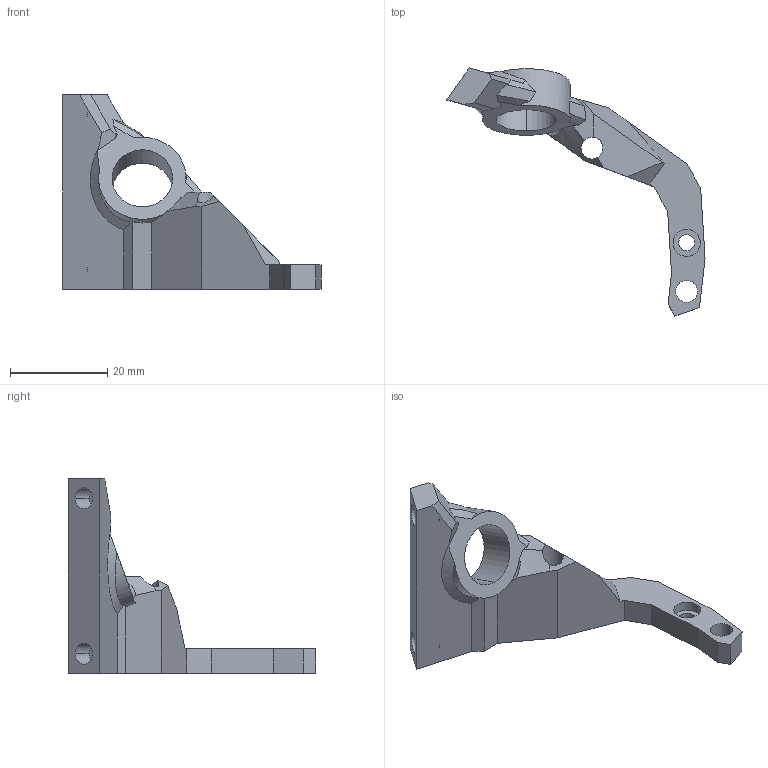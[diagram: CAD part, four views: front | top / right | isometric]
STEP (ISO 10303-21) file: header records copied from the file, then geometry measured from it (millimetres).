
FILE_DESCRIPTION (( 'STEP AP214' ), '1' );
FILE_NAME ('Can_Bus Cover_solidworks.STEP', '2024-01-14T14:00:06', ( '' ), ( '' ), 'SwSTEP 2.0', 'SolidWorks 2010', '' );
FILE_SCHEMA (( 'AUTOMOTIVE_DESIGN' ));
Length unit declared in the file: millimetre
Products named in the file (1): Can_Bus Cover_solidworks
Bounding box: 53.15 x 51.03 x 40 mm (x, y, z)
Volume: 8842.7 mm3; surface area: 4892.7 mm2
Topology: 1 solids, 1 shells, 63 faces, 177 edges, 118 vertices
Faces by surface type: plane 32, cylinder 20, bspline 11
Entity records: 2511 total; most frequent: CARTESIAN_POINT 953, ORIENTED_EDGE 354, DIRECTION 260, EDGE_CURVE 177, VERTEX_POINT 118, AXIS2_PLACEMENT_3D 87, LINE 86, VECTOR 86
